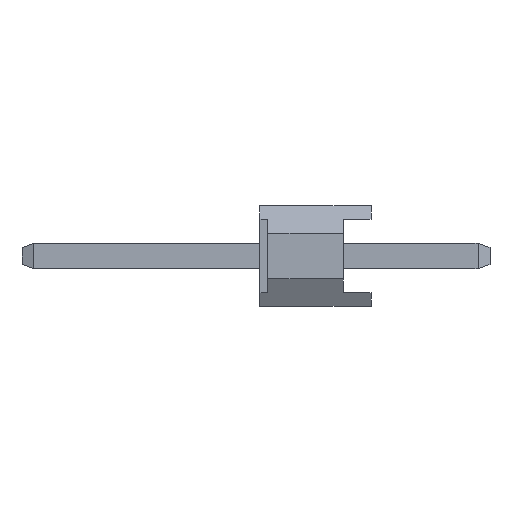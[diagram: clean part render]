
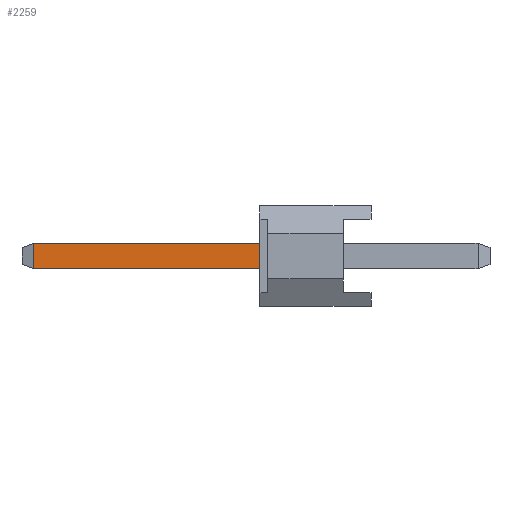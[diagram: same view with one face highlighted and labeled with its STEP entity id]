
A CAD part, left-side view. The second image highlights one B-rep face of the part: STEP entity #2259.
In plain terms, the highlighted planar face has unit normal (-1, 0, 0).
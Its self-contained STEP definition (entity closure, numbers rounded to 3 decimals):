
#2059 = VERTEX_POINT ( 'NONE', #3588 ) ;
#2060 = ORIENTED_EDGE ( 'NONE', *, *, #2061, .T. ) ;
#2061 = EDGE_CURVE ( 'NONE', #2059, #2062, #3583, .T. ) ;
#2062 = VERTEX_POINT ( 'NONE', #3484 ) ;
#2210 = EDGE_CURVE ( 'NONE', #2062, #2976, #4907, .T. ) ;
#2211 = ORIENTED_EDGE ( 'NONE', *, *, #3111, .T. ) ;
#2235 = ORIENTED_EDGE ( 'NONE', *, *, #2210, .T. ) ;
#2259 = ADVANCED_FACE ( 'NONE', ( #5902 ), #5874, .F. ) ;
#2260 = EDGE_LOOP ( 'NONE', ( #2261, #2060, #2235, #2211 ) ) ;
#2261 = ORIENTED_EDGE ( 'NONE', *, *, #2262, .F. ) ;
#2262 = EDGE_CURVE ( 'NONE', #2059, #3113, #5716, .T. ) ;
#2976 = VERTEX_POINT ( 'NONE', #8208 ) ;
#3111 = EDGE_CURVE ( 'NONE', #2976, #3113, #8621, .T. ) ;
#3113 = VERTEX_POINT ( 'NONE', #8617 ) ;
#3484 = CARTESIAN_POINT ( 'NONE',  ( -18.1, 8.5, -0.32 ) ) ;
#3486 = DIRECTION ( 'NONE',  ( 0., 0., -1. ) ) ;
#3488 = VECTOR ( 'NONE', #3486, 1000. ) ;
#3582 = CARTESIAN_POINT ( 'NONE',  ( -18.1, 8.5, -0.32 ) ) ;
#3583 = LINE ( 'NONE', #3582, #3488 ) ;
#3588 = CARTESIAN_POINT ( 'NONE',  ( -18.1, 8.5, 0.32 ) ) ;
#4902 = DIRECTION ( 'NONE',  ( 0., -1., 0. ) ) ;
#4904 = VECTOR ( 'NONE', #4902, 1000. ) ;
#4906 = CARTESIAN_POINT ( 'NONE',  ( -18.1, 8.8, -0.32 ) ) ;
#4907 = LINE ( 'NONE', #4906, #4904 ) ;
#5707 = DIRECTION ( 'NONE',  ( 0., -1., 0. ) ) ;
#5709 = VECTOR ( 'NONE', #5707, 1000. ) ;
#5711 = CARTESIAN_POINT ( 'NONE',  ( -18.1, 8.8, 0.32 ) ) ;
#5712 = DIRECTION ( 'NONE',  ( 0., 0., -1. ) ) ;
#5714 = DIRECTION ( 'NONE',  ( 1., 0., 0. ) ) ;
#5715 = AXIS2_PLACEMENT_3D ( 'NONE', #5873, #5714, #5712 ) ;
#5716 = LINE ( 'NONE', #5711, #5709 ) ;
#5873 = CARTESIAN_POINT ( 'NONE',  ( -18.1, 8.8, -0.32 ) ) ;
#5874 = PLANE ( 'NONE',  #5715 ) ;
#5902 = FACE_OUTER_BOUND ( 'NONE', #2260, .T. ) ;
#8208 = CARTESIAN_POINT ( 'NONE',  ( -18.1, 2.8, -0.32 ) ) ;
#8617 = CARTESIAN_POINT ( 'NONE',  ( -18.1, 2.8, 0.32 ) ) ;
#8618 = DIRECTION ( 'NONE',  ( 0., 0., 1. ) ) ;
#8619 = VECTOR ( 'NONE', #8618, 1000. ) ;
#8620 = CARTESIAN_POINT ( 'NONE',  ( -18.1, 2.8, -1.27 ) ) ;
#8621 = LINE ( 'NONE', #8620, #8619 ) ;
